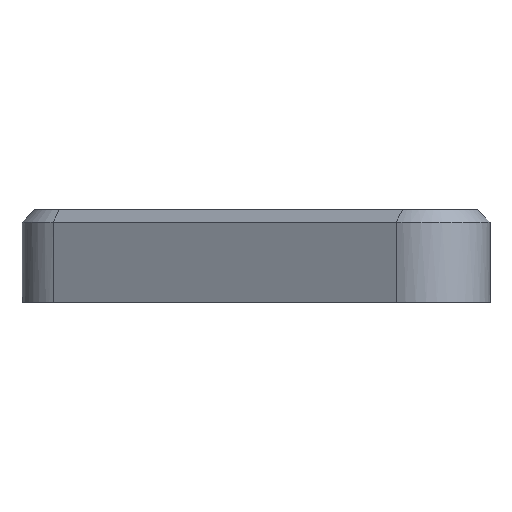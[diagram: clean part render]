
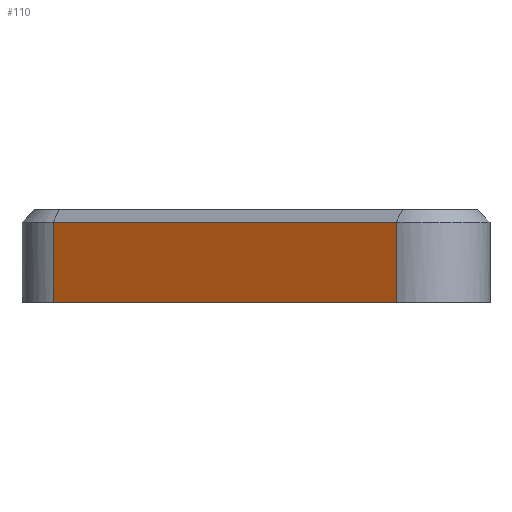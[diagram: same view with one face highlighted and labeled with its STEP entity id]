
A CAD part, front view. The second image highlights one B-rep face of the part: STEP entity #110.
In plain terms, the highlighted planar face has unit normal (-0.5, -0.866, 0).
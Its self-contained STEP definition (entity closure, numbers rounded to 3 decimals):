
#110=ADVANCED_FACE('',(#337),#3269,.T.);
#337=FACE_OUTER_BOUND('',#564,.T.);
#564=EDGE_LOOP('',(#1071,#1072,#1073,#1074));
#1071=ORIENTED_EDGE('',*,*,#2100,.T.);
#1072=ORIENTED_EDGE('',*,*,#2067,.F.);
#1073=ORIENTED_EDGE('',*,*,#2068,.T.);
#1074=ORIENTED_EDGE('',*,*,#2069,.T.);
#2067=EDGE_CURVE('',#3080,#3107,#2518,.T.);
#2068=EDGE_CURVE('',#3080,#3081,#2519,.T.);
#2069=EDGE_CURVE('',#3081,#3108,#2520,.T.);
#2100=EDGE_CURVE('',#3108,#3107,#2543,.T.);
#2518=B_SPLINE_CURVE_WITH_KNOTS('',1,(#5181,#5182),.UNSPECIFIED.,.F.,.F.,
(2,2),(0.,2.91),.UNSPECIFIED.);
#2519=B_SPLINE_CURVE_WITH_KNOTS('',1,(#5183,#5184),.UNSPECIFIED.,.F.,.F.,
(2,2),(-46.868,-31.002),.UNSPECIFIED.);
#2520=B_SPLINE_CURVE_WITH_KNOTS('',1,(#5185,#5186),.UNSPECIFIED.,.F.,.F.,
(2,2),(0.,2.91),.UNSPECIFIED.);
#2543=B_SPLINE_CURVE_WITH_KNOTS('',1,(#5257,#5258),.UNSPECIFIED.,.F.,.F.,
(2,2),(0.,15.865),.UNSPECIFIED.);
#3080=VERTEX_POINT('',#4450);
#3081=VERTEX_POINT('',#4451);
#3107=VERTEX_POINT('',#4477);
#3108=VERTEX_POINT('',#4478);
#3269=PLANE('',#3500);
#3500=AXIS2_PLACEMENT_3D('',#4022,#3717,$);
#3717=DIRECTION('',(-0.5,-0.866,0.));
#4022=CARTESIAN_POINT('',(49.714,-32.887,8.65));
#4450=CARTESIAN_POINT('',(49.714,-32.887,8.65));
#4451=CARTESIAN_POINT('',(63.454,-40.82,8.65));
#4477=CARTESIAN_POINT('',(49.714,-32.887,11.86));
#4478=CARTESIAN_POINT('',(63.454,-40.82,11.86));
#5181=CARTESIAN_POINT('',(49.714,-32.887,8.65));
#5182=CARTESIAN_POINT('',(49.714,-32.887,11.86));
#5183=CARTESIAN_POINT('',(49.714,-32.887,8.65));
#5184=CARTESIAN_POINT('',(63.454,-40.82,8.65));
#5185=CARTESIAN_POINT('',(63.454,-40.82,8.65));
#5186=CARTESIAN_POINT('',(63.454,-40.82,11.86));
#5257=CARTESIAN_POINT('',(63.454,-40.82,11.86));
#5258=CARTESIAN_POINT('',(49.714,-32.887,11.86));
